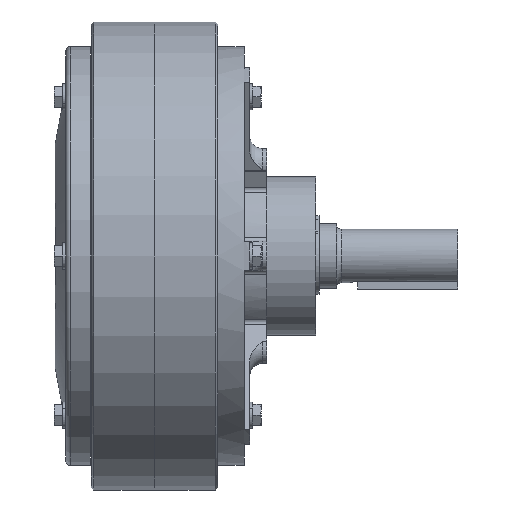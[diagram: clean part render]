
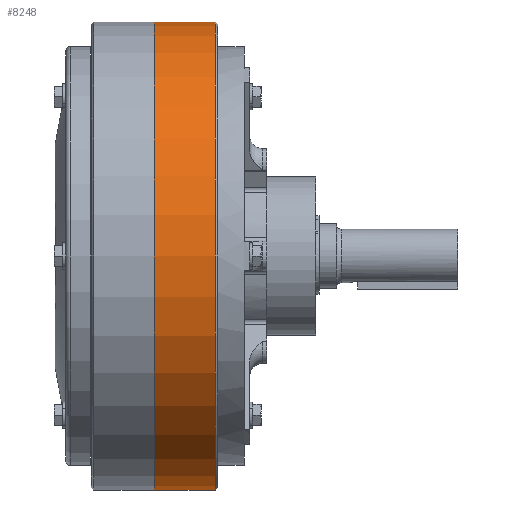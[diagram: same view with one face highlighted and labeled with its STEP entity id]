
A CAD part, front view. The second image highlights one B-rep face of the part: STEP entity #8248.
In plain terms, the highlighted cylindrical face has radius 109.5 mm (diameter 219 mm), a partial arc.
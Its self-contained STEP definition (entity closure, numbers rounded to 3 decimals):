
#352 = CARTESIAN_POINT ( 'NONE',  ( -125.453, 0., 109.5 ) ) ;
#1361 = EDGE_CURVE ( 'NONE', #5423, #19653, #14446, .T. ) ;
#1525 = DIRECTION ( 'NONE',  ( -1., 0., 0. ) ) ;
#2648 = CARTESIAN_POINT ( 'NONE',  ( 28.5, 0., 109.5 ) ) ;
#3023 = VERTEX_POINT ( 'NONE', #23115 ) ;
#3565 = ORIENTED_EDGE ( 'NONE', *, *, #1361, .T. ) ;
#3961 = ORIENTED_EDGE ( 'NONE', *, *, #9930, .F. ) ;
#4746 = EDGE_CURVE ( 'NONE', #19166, #5423, #16579, .T. ) ;
#4845 = VECTOR ( 'NONE', #1525, 1000. ) ;
#5336 = ORIENTED_EDGE ( 'NONE', *, *, #4746, .T. ) ;
#5423 = VERTEX_POINT ( 'NONE', #17549 ) ;
#5600 = DIRECTION ( 'NONE',  ( -1., 0., 0. ) ) ;
#7047 = CARTESIAN_POINT ( 'NONE',  ( -125.453, 0., -109.5 ) ) ;
#7166 = LINE ( 'NONE', #7047, #4845 ) ;
#8248 = ADVANCED_FACE ( 'NONE', ( #21084 ), #21657, .T. ) ;
#8318 = CIRCLE ( 'NONE', #19457, 109.5 ) ;
#9418 = AXIS2_PLACEMENT_3D ( 'NONE', #9763, #14977, #11418 ) ;
#9763 = CARTESIAN_POINT ( 'NONE',  ( 0., 0., 0. ) ) ;
#9930 = EDGE_CURVE ( 'NONE', #3023, #19653, #7166, .T. ) ;
#11354 = AXIS2_PLACEMENT_3D ( 'NONE', #17815, #12470, #19693 ) ;
#11418 = DIRECTION ( 'NONE',  ( 0., 0., -1. ) ) ;
#12470 = DIRECTION ( 'NONE',  ( -1., 0., 0. ) ) ;
#14446 = CIRCLE ( 'NONE', #9418, 109.5 ) ;
#14977 = DIRECTION ( 'NONE',  ( 1., 0., 0. ) ) ;
#15201 = DIRECTION ( 'NONE',  ( 0., 0., 1. ) ) ;
#16579 = LINE ( 'NONE', #352, #20073 ) ;
#17549 = CARTESIAN_POINT ( 'NONE',  ( 0., 0., 109.5 ) ) ;
#17815 = CARTESIAN_POINT ( 'NONE',  ( -125.453, 0., 0. ) ) ;
#18072 = EDGE_CURVE ( 'NONE', #3023, #19166, #8318, .T. ) ;
#18849 = ORIENTED_EDGE ( 'NONE', *, *, #18072, .T. ) ;
#19166 = VERTEX_POINT ( 'NONE', #2648 ) ;
#19457 = AXIS2_PLACEMENT_3D ( 'NONE', #20554, #20713, #15201 ) ;
#19653 = VERTEX_POINT ( 'NONE', #21019 ) ;
#19693 = DIRECTION ( 'NONE',  ( 0., 0., 1. ) ) ;
#20073 = VECTOR ( 'NONE', #5600, 1000. ) ;
#20554 = CARTESIAN_POINT ( 'NONE',  ( 28.5, 0., 0. ) ) ;
#20713 = DIRECTION ( 'NONE',  ( -1., 0., 0. ) ) ;
#21016 = EDGE_LOOP ( 'NONE', ( #3961, #18849, #5336, #3565 ) ) ;
#21019 = CARTESIAN_POINT ( 'NONE',  ( 0., 0., -109.5 ) ) ;
#21084 = FACE_OUTER_BOUND ( 'NONE', #21016, .T. ) ;
#21657 = CYLINDRICAL_SURFACE ( 'NONE', #11354, 109.5 ) ;
#23115 = CARTESIAN_POINT ( 'NONE',  ( 28.5, 0., -109.5 ) ) ;
